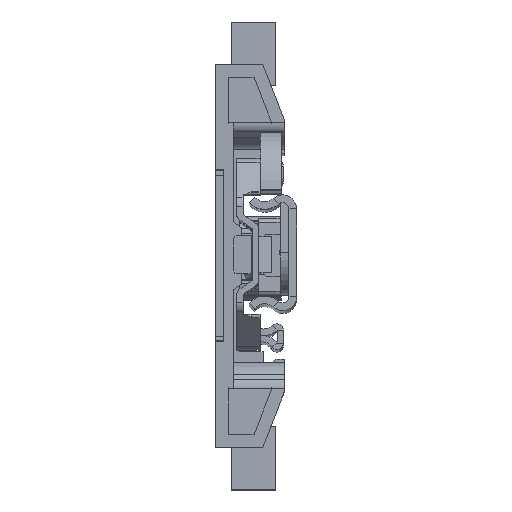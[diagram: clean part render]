
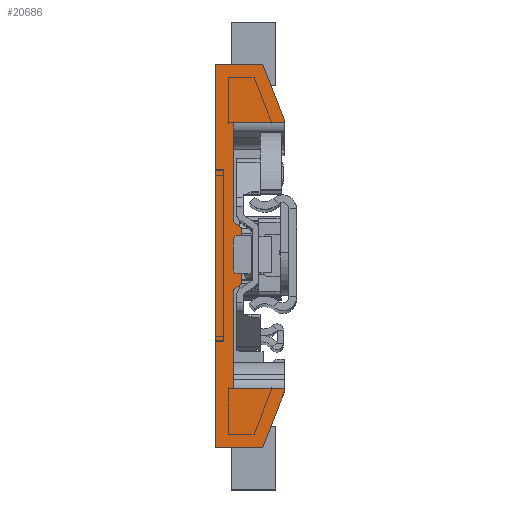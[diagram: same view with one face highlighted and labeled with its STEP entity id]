
A CAD part, top view. The second image highlights one B-rep face of the part: STEP entity #20686.
In plain terms, the highlighted face is planar.
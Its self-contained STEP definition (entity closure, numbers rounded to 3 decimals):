
#215 = DIRECTION ( 'NONE',  ( 0., -1., 0. ) ) ;
#406 = VECTOR ( 'NONE', #16018, 1000. ) ;
#441 = DIRECTION ( 'NONE',  ( 0.574, 0.819, 0. ) ) ;
#1063 = CARTESIAN_POINT ( 'NONE',  ( 42., 4.2, -30. ) ) ;
#1410 = LINE ( 'NONE', #32688, #24488 ) ;
#1471 = CARTESIAN_POINT ( 'NONE',  ( 18.757, 11.1, -30. ) ) ;
#1596 = ORIENTED_EDGE ( 'NONE', *, *, #7380, .T. ) ;
#1808 = ORIENTED_EDGE ( 'NONE', *, *, #30837, .T. ) ;
#2104 = VECTOR ( 'NONE', #11320, 1000. ) ;
#2136 = EDGE_CURVE ( 'NONE', #17479, #15540, #14092, .T. ) ;
#2148 = VECTOR ( 'NONE', #21477, 1000. ) ;
#2482 = EDGE_LOOP ( 'NONE', ( #3052, #1596, #7500, #1808, #3494, #24451, #33847, #7984, #27334, #8282, #7505, #33042, #8186, #16857 ) ) ;
#3052 = ORIENTED_EDGE ( 'NONE', *, *, #26571, .T. ) ;
#3251 = LINE ( 'NONE', #11160, #28643 ) ;
#3494 = ORIENTED_EDGE ( 'NONE', *, *, #29229, .T. ) ;
#3619 = CARTESIAN_POINT ( 'NONE',  ( 56.6, 6.2, -30. ) ) ;
#3837 = DIRECTION ( 'NONE',  ( 1., 0., 0. ) ) ;
#3964 = FACE_OUTER_BOUND ( 'NONE', #2482, .T. ) ;
#3982 = VECTOR ( 'NONE', #441, 1000. ) ;
#4368 = DIRECTION ( 'NONE',  ( 1., 0., 0. ) ) ;
#4549 = EDGE_CURVE ( 'NONE', #15540, #10959, #28413, .T. ) ;
#4700 = CARTESIAN_POINT ( 'NONE',  ( 73., 4.2, -30. ) ) ;
#5698 = DIRECTION ( 'NONE',  ( 1., 0., 0. ) ) ;
#6188 = VECTOR ( 'NONE', #29686, 1000. ) ;
#6677 = EDGE_CURVE ( 'NONE', #21806, #11475, #32575, .T. ) ;
#6695 = DIRECTION ( 'NONE',  ( 0.932, 0.362, 0. ) ) ;
#7380 = EDGE_CURVE ( 'NONE', #13143, #23730, #13291, .T. ) ;
#7500 = ORIENTED_EDGE ( 'NONE', *, *, #16094, .F. ) ;
#7505 = ORIENTED_EDGE ( 'NONE', *, *, #2136, .T. ) ;
#7984 = ORIENTED_EDGE ( 'NONE', *, *, #33836, .T. ) ;
#8113 = CARTESIAN_POINT ( 'NONE',  ( 73., 4.2, -30. ) ) ;
#8186 = ORIENTED_EDGE ( 'NONE', *, *, #15623, .T. ) ;
#8189 = VERTEX_POINT ( 'NONE', #9168 ) ;
#8282 = ORIENTED_EDGE ( 'NONE', *, *, #12369, .T. ) ;
#8437 = VERTEX_POINT ( 'NONE', #23684 ) ;
#8689 = LINE ( 'NONE', #15900, #3982 ) ;
#8913 = DIRECTION ( 'NONE',  ( 0., 1., 0. ) ) ;
#9168 = CARTESIAN_POINT ( 'NONE',  ( 82., 16.2, -30. ) ) ;
#9478 = VECTOR ( 'NONE', #4368, 1000. ) ;
#10590 = CARTESIAN_POINT ( 'NONE',  ( 73., 6.2, -30. ) ) ;
#10959 = VERTEX_POINT ( 'NONE', #17910 ) ;
#11133 = LINE ( 'NONE', #16949, #29576 ) ;
#11160 = CARTESIAN_POINT ( 'NONE',  ( 5., 11.1, -30. ) ) ;
#11320 = DIRECTION ( 'NONE',  ( 1., 0., 0. ) ) ;
#11475 = VERTEX_POINT ( 'NONE', #21301 ) ;
#11882 = LINE ( 'NONE', #17671, #29646 ) ;
#12026 = CARTESIAN_POINT ( 'NONE',  ( 5., 0., -30. ) ) ;
#12369 = EDGE_CURVE ( 'NONE', #32722, #17479, #29161, .T. ) ;
#12398 = DIRECTION ( 'NONE',  ( 0., 0., -1. ) ) ;
#13143 = VERTEX_POINT ( 'NONE', #15951 ) ;
#13291 = LINE ( 'NONE', #18760, #19978 ) ;
#14092 = LINE ( 'NONE', #15976, #2148 ) ;
#14463 = DIRECTION ( 'NONE',  ( -1., 0., 0. ) ) ;
#15540 = VERTEX_POINT ( 'NONE', #21494 ) ;
#15623 = EDGE_CURVE ( 'NONE', #10959, #18343, #32820, .T. ) ;
#15858 = CARTESIAN_POINT ( 'NONE',  ( 0., 16.2, -30. ) ) ;
#15900 = CARTESIAN_POINT ( 'NONE',  ( 42., 4.2, -30. ) ) ;
#15951 = CARTESIAN_POINT ( 'NONE',  ( 95., 11.144, -30. ) ) ;
#15976 = CARTESIAN_POINT ( 'NONE',  ( 56.6, 6.2, -30. ) ) ;
#16018 = DIRECTION ( 'NONE',  ( 1., 0., 0. ) ) ;
#16094 = EDGE_CURVE ( 'NONE', #18149, #23730, #1410, .T. ) ;
#16857 = ORIENTED_EDGE ( 'NONE', *, *, #25556, .T. ) ;
#16949 = CARTESIAN_POINT ( 'NONE',  ( 82., 16.2, -30. ) ) ;
#17296 = LINE ( 'NONE', #25230, #2104 ) ;
#17479 = VERTEX_POINT ( 'NONE', #3619 ) ;
#17671 = CARTESIAN_POINT ( 'NONE',  ( 5., 11.144, -30. ) ) ;
#17910 = CARTESIAN_POINT ( 'NONE',  ( 81.243, 4.2, -30. ) ) ;
#18149 = VERTEX_POINT ( 'NONE', #12026 ) ;
#18343 = VERTEX_POINT ( 'NONE', #32076 ) ;
#18760 = CARTESIAN_POINT ( 'NONE',  ( 95., 11.1, -30. ) ) ;
#19752 = CARTESIAN_POINT ( 'NONE',  ( 81.243, 11.1, -30. ) ) ;
#19933 = PLANE ( 'NONE',  #33270 ) ;
#19978 = VECTOR ( 'NONE', #215, 1000. ) ;
#20686 = ADVANCED_FACE ( 'NONE', ( #3964 ), #19933, .T. ) ;
#21301 = CARTESIAN_POINT ( 'NONE',  ( 18.757, 4.2, -30. ) ) ;
#21353 = LINE ( 'NONE', #15858, #406 ) ;
#21477 = DIRECTION ( 'NONE',  ( 0.574, -0.819, 0. ) ) ;
#21494 = CARTESIAN_POINT ( 'NONE',  ( 58., 4.2, -30. ) ) ;
#21657 = VERTEX_POINT ( 'NONE', #1063 ) ;
#21764 = CARTESIAN_POINT ( 'NONE',  ( 95., 0., -30. ) ) ;
#21806 = VERTEX_POINT ( 'NONE', #30272 ) ;
#22353 = CARTESIAN_POINT ( 'NONE',  ( 73., 11.1, -30. ) ) ;
#22634 = CARTESIAN_POINT ( 'NONE',  ( 43.4, 6.2, -30. ) ) ;
#22818 = VECTOR ( 'NONE', #5698, 1000. ) ;
#23684 = CARTESIAN_POINT ( 'NONE',  ( 18., 16.2, -30. ) ) ;
#23730 = VERTEX_POINT ( 'NONE', #21764 ) ;
#24137 = DIRECTION ( 'NONE',  ( 1., 0., 0. ) ) ;
#24451 = ORIENTED_EDGE ( 'NONE', *, *, #27989, .T. ) ;
#24488 = VECTOR ( 'NONE', #3837, 1000. ) ;
#24872 = VERTEX_POINT ( 'NONE', #33088 ) ;
#25230 = CARTESIAN_POINT ( 'NONE',  ( 0., 16.2, -30. ) ) ;
#25332 = LINE ( 'NONE', #4700, #9478 ) ;
#25556 = EDGE_CURVE ( 'NONE', #18343, #8189, #21353, .T. ) ;
#26571 = EDGE_CURVE ( 'NONE', #8189, #13143, #11133, .T. ) ;
#26693 = VECTOR ( 'NONE', #30245, 1000. ) ;
#27163 = VECTOR ( 'NONE', #24137, 1000. ) ;
#27334 = ORIENTED_EDGE ( 'NONE', *, *, #33520, .T. ) ;
#27463 = DIRECTION ( 'NONE',  ( 0.932, -0.362, 0. ) ) ;
#27989 = EDGE_CURVE ( 'NONE', #8437, #21806, #17296, .T. ) ;
#28413 = LINE ( 'NONE', #8113, #22818 ) ;
#28643 = VECTOR ( 'NONE', #8913, 1000. ) ;
#29161 = LINE ( 'NONE', #10590, #27163 ) ;
#29229 = EDGE_CURVE ( 'NONE', #24872, #8437, #11882, .T. ) ;
#29576 = VECTOR ( 'NONE', #27463, 1000. ) ;
#29646 = VECTOR ( 'NONE', #6695, 1000. ) ;
#29686 = DIRECTION ( 'NONE',  ( 0., -1., 0. ) ) ;
#30245 = DIRECTION ( 'NONE',  ( 0., 1., 0. ) ) ;
#30272 = CARTESIAN_POINT ( 'NONE',  ( 18.757, 16.2, -30. ) ) ;
#30837 = EDGE_CURVE ( 'NONE', #18149, #24872, #3251, .T. ) ;
#32076 = CARTESIAN_POINT ( 'NONE',  ( 81.243, 16.2, -30. ) ) ;
#32575 = LINE ( 'NONE', #1471, #6188 ) ;
#32688 = CARTESIAN_POINT ( 'NONE',  ( 0., 0., -30. ) ) ;
#32722 = VERTEX_POINT ( 'NONE', #22634 ) ;
#32820 = LINE ( 'NONE', #19752, #26693 ) ;
#33042 = ORIENTED_EDGE ( 'NONE', *, *, #4549, .T. ) ;
#33088 = CARTESIAN_POINT ( 'NONE',  ( 5., 11.144, -30. ) ) ;
#33270 = AXIS2_PLACEMENT_3D ( 'NONE', #22353, #12398, #14463 ) ;
#33520 = EDGE_CURVE ( 'NONE', #21657, #32722, #8689, .T. ) ;
#33836 = EDGE_CURVE ( 'NONE', #11475, #21657, #25332, .T. ) ;
#33847 = ORIENTED_EDGE ( 'NONE', *, *, #6677, .T. ) ;
